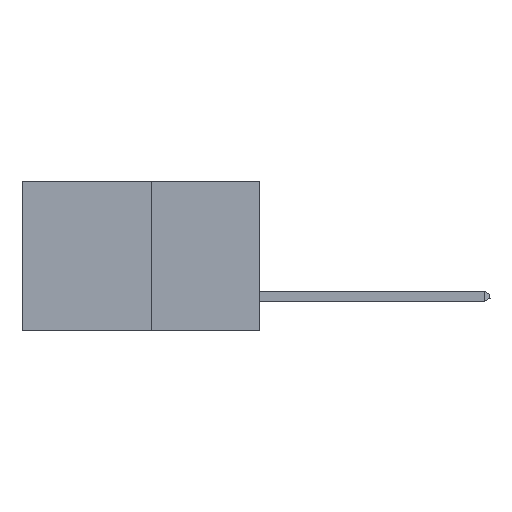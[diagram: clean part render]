
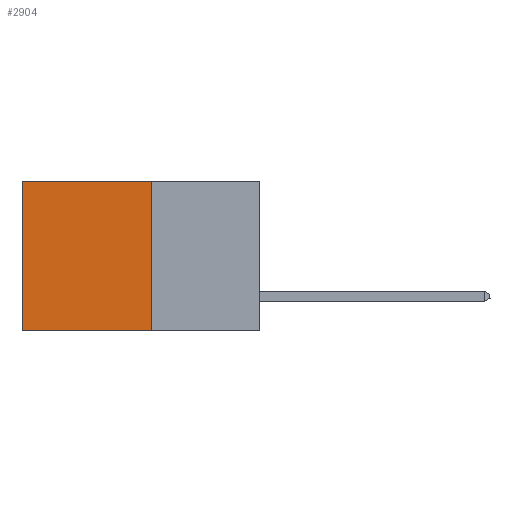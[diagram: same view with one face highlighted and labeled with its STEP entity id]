
A CAD part, left-side view. The second image highlights one B-rep face of the part: STEP entity #2904.
In plain terms, the highlighted planar face has unit normal (-1, 0, 0).
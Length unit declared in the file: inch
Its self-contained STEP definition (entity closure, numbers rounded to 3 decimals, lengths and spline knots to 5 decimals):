
#302 = DIRECTION ( 'NONE',  ( 0., 0., -1. ) ) ;
#1838 = CARTESIAN_POINT ( 'NONE',  ( 0.277, 0.27, 0. ) ) ;
#2085 = VECTOR ( 'NONE', #11393, 39.37008 ) ;
#2588 = LINE ( 'NONE', #15537, #9783 ) ;
#2792 = CARTESIAN_POINT ( 'NONE',  ( 0.277, 0.27, -0.37 ) ) ;
#2904 = ADVANCED_FACE ( 'NONE', ( #16321 ), #10724, .F. ) ;
#3263 = EDGE_CURVE ( 'NONE', #4059, #10196, #3461, .T. ) ;
#3461 = LINE ( 'NONE', #8892, #14402 ) ;
#4059 = VERTEX_POINT ( 'NONE', #8000 ) ;
#4977 = DIRECTION ( 'NONE',  ( 1., 0., 0. ) ) ;
#5684 = ORIENTED_EDGE ( 'NONE', *, *, #13793, .T. ) ;
#6481 = CARTESIAN_POINT ( 'NONE',  ( 0.277, 0.27, -0.37 ) ) ;
#6787 = CARTESIAN_POINT ( 'NONE',  ( 0.277, 0.27, -0.37 ) ) ;
#7355 = AXIS2_PLACEMENT_3D ( 'NONE', #6481, #4977, #16330 ) ;
#8000 = CARTESIAN_POINT ( 'NONE',  ( 0.277, 0.59, 0. ) ) ;
#8892 = CARTESIAN_POINT ( 'NONE',  ( 0.277, 0.59, -0.37 ) ) ;
#9733 = LINE ( 'NONE', #15554, #2085 ) ;
#9783 = VECTOR ( 'NONE', #11315, 39.37008 ) ;
#10196 = VERTEX_POINT ( 'NONE', #14733 ) ;
#10724 = PLANE ( 'NONE',  #7355 ) ;
#10864 = VERTEX_POINT ( 'NONE', #1838 ) ;
#11240 = VERTEX_POINT ( 'NONE', #2792 ) ;
#11315 = DIRECTION ( 'NONE',  ( 0., 1., 0. ) ) ;
#11393 = DIRECTION ( 'NONE',  ( 0., 1., 0. ) ) ;
#11827 = ORIENTED_EDGE ( 'NONE', *, *, #18167, .F. ) ;
#12427 = EDGE_CURVE ( 'NONE', #11240, #10196, #2588, .T. ) ;
#13148 = LINE ( 'NONE', #6787, #17203 ) ;
#13793 = EDGE_CURVE ( 'NONE', #10864, #4059, #9733, .T. ) ;
#14402 = VECTOR ( 'NONE', #302, 39.37008 ) ;
#14733 = CARTESIAN_POINT ( 'NONE',  ( 0.277, 0.59, -0.37 ) ) ;
#14807 = ORIENTED_EDGE ( 'NONE', *, *, #3263, .T. ) ;
#14864 = ORIENTED_EDGE ( 'NONE', *, *, #12427, .F. ) ;
#15537 = CARTESIAN_POINT ( 'NONE',  ( 0.277, 0.27, -0.37 ) ) ;
#15554 = CARTESIAN_POINT ( 'NONE',  ( 0.277, 0.27, 0. ) ) ;
#16321 = FACE_OUTER_BOUND ( 'NONE', #17768, .T. ) ;
#16330 = DIRECTION ( 'NONE',  ( 0., 0., -1. ) ) ;
#17203 = VECTOR ( 'NONE', #17881, 39.37008 ) ;
#17768 = EDGE_LOOP ( 'NONE', ( #14807, #14864, #11827, #5684 ) ) ;
#17881 = DIRECTION ( 'NONE',  ( 0., 0., -1. ) ) ;
#18167 = EDGE_CURVE ( 'NONE', #10864, #11240, #13148, .T. ) ;
